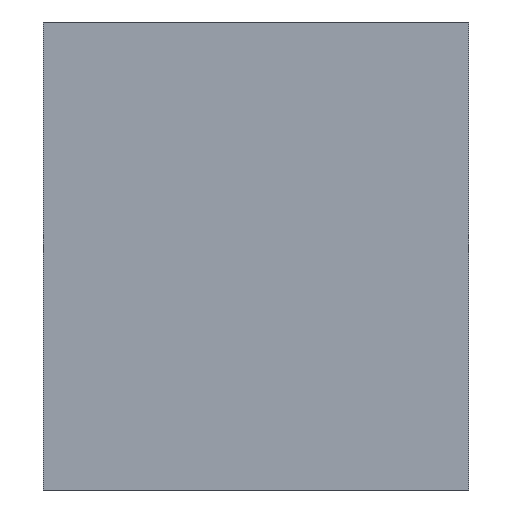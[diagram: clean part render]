
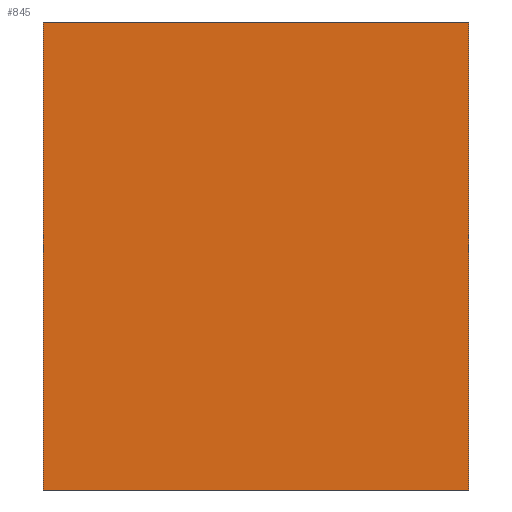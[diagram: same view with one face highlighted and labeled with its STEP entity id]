
A CAD part, left-side view. The second image highlights one B-rep face of the part: STEP entity #845.
In plain terms, the highlighted planar face has unit normal (-1, 0, 0).
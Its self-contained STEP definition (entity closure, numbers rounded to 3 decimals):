
#742 = VERTEX_POINT('',#743);
#743 = CARTESIAN_POINT('',(-0.495,0.254,0.));
#749 = EDGE_CURVE('',#742,#750,#752,.T.);
#750 = VERTEX_POINT('',#751);
#751 = CARTESIAN_POINT('',(-0.495,-0.254,0.));
#752 = LINE('',#753,#754);
#753 = CARTESIAN_POINT('',(-0.495,0.254,0.));
#754 = VECTOR('',#755,1.);
#755 = DIRECTION('',(0.,-1.,0.));
#775 = VERTEX_POINT('',#776);
#776 = CARTESIAN_POINT('',(-0.495,0.254,0.559));
#782 = EDGE_CURVE('',#742,#775,#783,.T.);
#783 = LINE('',#784,#785);
#784 = CARTESIAN_POINT('',(-0.495,0.254,0.));
#785 = VECTOR('',#786,1.);
#786 = DIRECTION('',(0.,0.,1.));
#797 = EDGE_CURVE('',#750,#798,#800,.T.);
#798 = VERTEX_POINT('',#799);
#799 = CARTESIAN_POINT('',(-0.495,-0.254,0.559));
#800 = LINE('',#801,#802);
#801 = CARTESIAN_POINT('',(-0.495,-0.254,0.));
#802 = VECTOR('',#803,1.);
#803 = DIRECTION('',(0.,0.,1.));
#821 = EDGE_CURVE('',#775,#798,#822,.T.);
#822 = LINE('',#823,#824);
#823 = CARTESIAN_POINT('',(-0.495,0.254,0.559));
#824 = VECTOR('',#825,1.);
#825 = DIRECTION('',(0.,-1.,0.));
#845 = ADVANCED_FACE('',(#846),#852,.F.);
#846 = FACE_BOUND('',#847,.F.);
#847 = EDGE_LOOP('',(#848,#849,#850,#851));
#848 = ORIENTED_EDGE('',*,*,#749,.F.);
#849 = ORIENTED_EDGE('',*,*,#782,.T.);
#850 = ORIENTED_EDGE('',*,*,#821,.T.);
#851 = ORIENTED_EDGE('',*,*,#797,.F.);
#852 = PLANE('',#853);
#853 = AXIS2_PLACEMENT_3D('',#854,#855,#856);
#854 = CARTESIAN_POINT('',(-0.495,0.254,0.));
#855 = DIRECTION('',(1.,0.,0.));
#856 = DIRECTION('',(0.,0.,1.));
